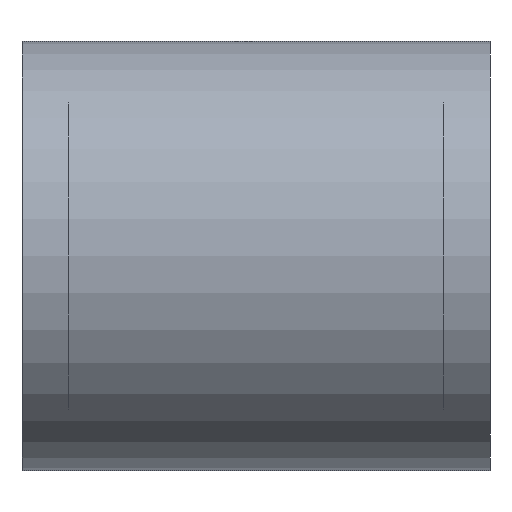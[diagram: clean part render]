
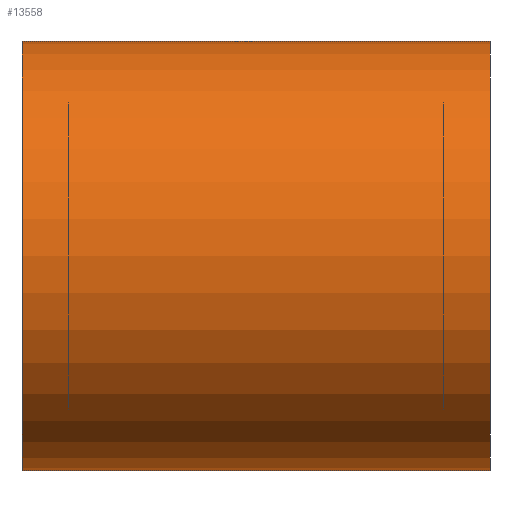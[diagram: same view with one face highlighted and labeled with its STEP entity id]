
A CAD part, front view. The second image highlights one B-rep face of the part: STEP entity #13558.
In plain terms, the highlighted cylindrical face has radius 3.675 mm (diameter 7.35 mm), a partial arc.
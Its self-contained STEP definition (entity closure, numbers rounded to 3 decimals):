
#570=CARTESIAN_POINT('',(20.1,1.15,23.69));
#571=VERTEX_POINT('',#570);
#572=CARTESIAN_POINT('',(12.1,1.15,23.69));
#573=VERTEX_POINT('',#572);
#574=CARTESIAN_POINT('',(20.1,1.15,23.69));
#575=DIRECTION('',(-1.,0.,-0.));
#576=VECTOR('',#575,8.);
#577=LINE('',#574,#576);
#578=EDGE_CURVE('',#571,#573,#577,.T.);
#620=CARTESIAN_POINT('',(20.1,1.15,16.34));
#621=VERTEX_POINT('',#620);
#628=CARTESIAN_POINT('',(12.1,1.15,16.34));
#629=VERTEX_POINT('',#628);
#630=CARTESIAN_POINT('',(20.1,1.15,16.34));
#631=DIRECTION('',(-1.,0.,-0.));
#632=VECTOR('',#631,8.);
#633=LINE('',#630,#632);
#634=EDGE_CURVE('',#621,#629,#633,.T.);
#3422=CARTESIAN_POINT('',(12.1,1.15,20.015));
#3423=DIRECTION('',(1.,-0.,0.));
#3424=DIRECTION('',(0.,1.,0.));
#3425=AXIS2_PLACEMENT_3D('',#3422,#3423,#3424);
#3426=CIRCLE('',#3425,3.675);
#3427=EDGE_CURVE('',#573,#629,#3426,.T.);
#6211=CARTESIAN_POINT('',(20.1,1.15,20.015));
#6212=DIRECTION('',(1.,-0.,0.));
#6213=DIRECTION('',(0.,1.,0.));
#6214=AXIS2_PLACEMENT_3D('',#6211,#6212,#6213);
#6215=CIRCLE('',#6214,3.675);
#6216=EDGE_CURVE('',#571,#621,#6215,.T.);
#13547=CARTESIAN_POINT('',(14.1,1.15,20.015));
#13548=DIRECTION('',(1.,-0.,0.));
#13549=DIRECTION('',(0.,1.,0.));
#13550=AXIS2_PLACEMENT_3D('',#13547,#13548,#13549);
#13551=CYLINDRICAL_SURFACE('',#13550,3.675);
#13552=ORIENTED_EDGE('',*,*,#578,.T.);
#13553=ORIENTED_EDGE('',*,*,#3427,.T.);
#13554=ORIENTED_EDGE('',*,*,#634,.F.);
#13555=ORIENTED_EDGE('',*,*,#6216,.F.);
#13556=EDGE_LOOP('',(#13552,#13553,#13554,#13555));
#13557=FACE_BOUND('',#13556,.T.);
#13558=ADVANCED_FACE('',(#13557),#13551,.T.);
